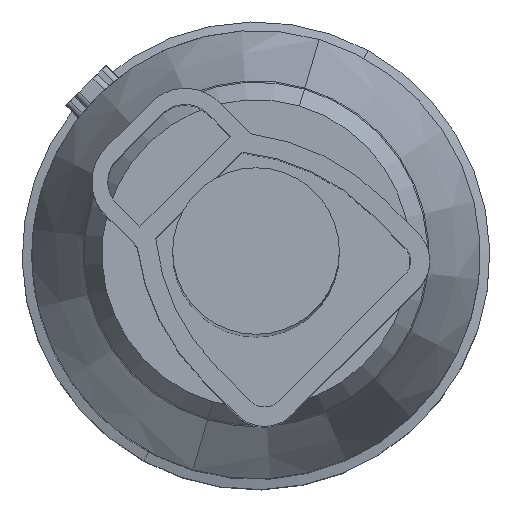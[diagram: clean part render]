
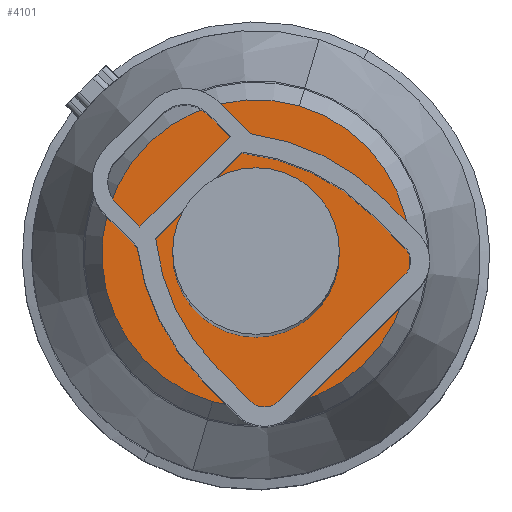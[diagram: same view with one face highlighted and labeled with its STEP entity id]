
A CAD part, top view. The second image highlights one B-rep face of the part: STEP entity #4101.
In plain terms, the highlighted planar face has unit normal (0, 0, 1).
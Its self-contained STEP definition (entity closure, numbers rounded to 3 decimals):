
#4036=AXIS2_PLACEMENT_3D('Circle Axis2P3D',#4034,#4035,$) ;
#4063=AXIS2_PLACEMENT_3D('Circle Axis2P3D',#4061,#4062,$) ;
#4077=AXIS2_PLACEMENT_3D('Plane Axis2P3D',#4074,#4075,#4076) ;
#4085=AXIS2_PLACEMENT_3D('Circle Axis2P3D',#4083,#4084,$) ;
#4094=AXIS2_PLACEMENT_3D('Circle Axis2P3D',#4092,#4093,$) ;
#4034=CARTESIAN_POINT('Axis2P3D Location',(7.3,7.3,44.)) ;
#4038=CARTESIAN_POINT('Vertex',(5.945,2.683,44.)) ;
#4040=CARTESIAN_POINT('Vertex',(8.655,11.917,44.)) ;
#4061=CARTESIAN_POINT('Axis2P3D Location',(7.3,7.3,44.)) ;
#4074=CARTESIAN_POINT('Axis2P3D Location',(10.702,10.702,44.)) ;
#4083=CARTESIAN_POINT('Axis2P3D Location',(7.3,7.3,44.)) ;
#4087=CARTESIAN_POINT('Vertex',(9.9,7.3,44.)) ;
#4089=CARTESIAN_POINT('Vertex',(4.7,7.3,44.)) ;
#4092=CARTESIAN_POINT('Axis2P3D Location',(7.3,7.3,44.)) ;
#4035=DIRECTION('Axis2P3D Direction',(0.,0.,-1.)) ;
#4062=DIRECTION('Axis2P3D Direction',(0.,0.,-1.)) ;
#4075=DIRECTION('Axis2P3D Direction',(0.,0.,1.)) ;
#4076=DIRECTION('Axis2P3D XDirection',(-0.707,0.707,0.)) ;
#4084=DIRECTION('Axis2P3D Direction',(0.,0.,1.)) ;
#4093=DIRECTION('Axis2P3D Direction',(0.,0.,1.)) ;
#4080=ORIENTED_EDGE('',*,*,#4065,.T.) ;
#4081=ORIENTED_EDGE('',*,*,#4042,.T.) ;
#4098=ORIENTED_EDGE('',*,*,#4091,.F.) ;
#4099=ORIENTED_EDGE('',*,*,#4096,.F.) ;
#4100=FACE_BOUND('',#4097,.T.) ;
#4101=ADVANCED_FACE('Hauptk\X2\00F6\X0\rper',(#4082,#4100),#4078,.T.) ;
#4037=CIRCLE('generated circle',#4036,4.811) ;
#4064=CIRCLE('generated circle',#4063,4.811) ;
#4086=CIRCLE('generated circle',#4085,2.6) ;
#4095=CIRCLE('generated circle',#4094,2.6) ;
#4042=EDGE_CURVE('',#4039,#4041,#4037,.F.) ;
#4065=EDGE_CURVE('',#4041,#4039,#4064,.F.) ;
#4091=EDGE_CURVE('',#4088,#4090,#4086,.T.) ;
#4096=EDGE_CURVE('',#4090,#4088,#4095,.T.) ;
#4079=EDGE_LOOP('',(#4080,#4081)) ;
#4097=EDGE_LOOP('',(#4098,#4099)) ;
#4082=FACE_OUTER_BOUND('',#4079,.T.) ;
#4078=PLANE('',#4077) ;
#4039=VERTEX_POINT('',#4038) ;
#4041=VERTEX_POINT('',#4040) ;
#4088=VERTEX_POINT('',#4087) ;
#4090=VERTEX_POINT('',#4089) ;
